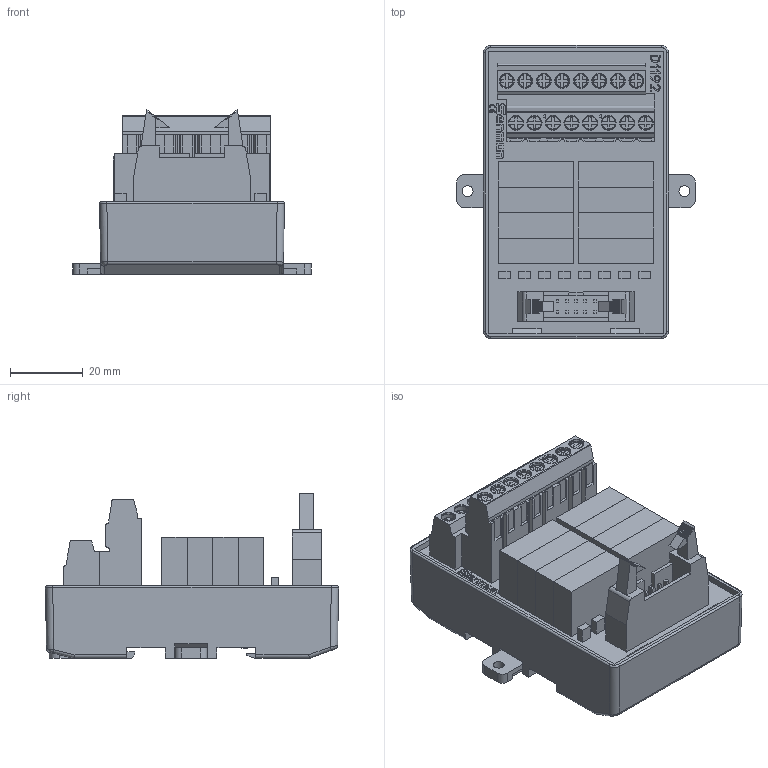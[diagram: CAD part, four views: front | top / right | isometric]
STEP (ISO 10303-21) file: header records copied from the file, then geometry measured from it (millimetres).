
FILE_DESCRIPTION(/* description */ (''),/* implementation_level */ '2;1');
FILE_NAME(/* name */ 'D1192-E.stp',/* time_stamp */ '2024-08-15T14:54:56+08:00',/* author */ (''),/* organization */ (''),/* preprocessor_version */ 'ST-DEVELOPER v14',/* originating_system */ 'SIEMENS PLM Software NX 8.0',/* authorisation */ '');
FILE_SCHEMA (('AUTOMOTIVE_DESIGN { 1 0 10303 214 3 1 1 1 }'));
Length unit declared in the file: millimetre
Products named in the file (1): Admi3268E6A58ldk
Bounding box: 65.47 x 80.4 x 45.25 mm (x, y, z)
Volume: 103436.9 mm3; surface area: 30567.9 mm2
Topology: 3 solids, 7 shells, 1228 faces, 3266 edges, 2154 vertices
Faces by surface type: plane 1005, cylinder 105, torus 48, cone 44, bspline 13, extrusion 13
Full cylindrical faces by diameter (mm): 3 x2, 4.1 x16, 4.13 x16
Entity records: 40132 total; most frequent: CARTESIAN_POINT 8954, ORIENTED_EDGE 6400, DIRECTION 5639, EDGE_CURVE 3200, VECTOR 2645, LINE 2632, VERTEX_POINT 2138, AXIS2_PLACEMENT_3D 1497
